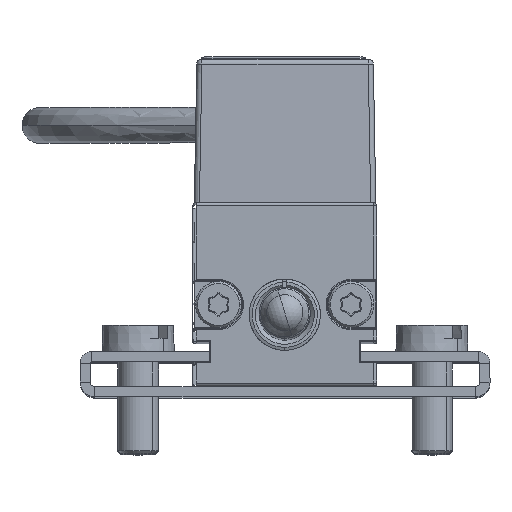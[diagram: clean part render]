
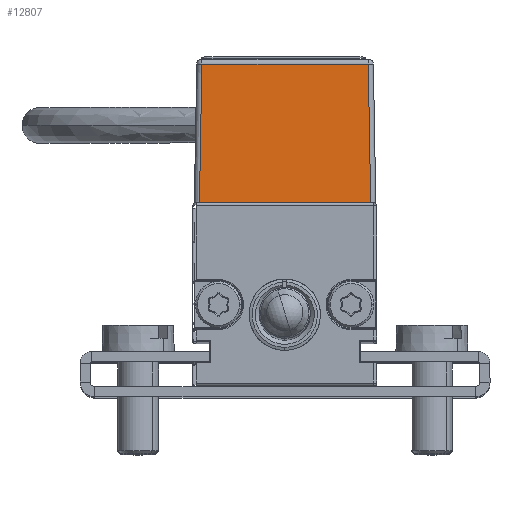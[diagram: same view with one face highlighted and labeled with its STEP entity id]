
A CAD part, top view. The second image highlights one B-rep face of the part: STEP entity #12807.
In plain terms, the highlighted planar face has unit normal (0, 0.018, 1).
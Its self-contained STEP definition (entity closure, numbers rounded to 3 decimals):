
#21 = EDGE_CURVE ( 'NONE', #21740, #11356, #3850, .T. ) ;
#483 = VECTOR ( 'NONE', #5776, 1000. ) ;
#542 = CARTESIAN_POINT ( 'NONE',  ( -8.129, 31.583, 129.171 ) ) ;
#1880 = CARTESIAN_POINT ( 'NONE',  ( -8.366, 18., 129.409 ) ) ;
#2441 = EDGE_CURVE ( 'NONE', #14465, #21740, #5454, .T. ) ;
#3068 = FACE_OUTER_BOUND ( 'NONE', #19019, .T. ) ;
#3850 = LINE ( 'NONE', #15725, #8819 ) ;
#4049 = DIRECTION ( 'NONE',  ( -0.017, -1., 0.017 ) ) ;
#4328 = EDGE_CURVE ( 'NONE', #17960, #14465, #10973, .T. ) ;
#5454 = LINE ( 'NONE', #18912, #483 ) ;
#5776 = DIRECTION ( 'NONE',  ( -0.017, 1., -0.017 ) ) ;
#6024 = VECTOR ( 'NONE', #16956, 1000. ) ;
#6374 = VECTOR ( 'NONE', #4049, 1000. ) ;
#6865 = CARTESIAN_POINT ( 'NONE',  ( 8.426, 18., 129.409 ) ) ;
#8819 = VECTOR ( 'NONE', #16141, 1000. ) ;
#10338 = DIRECTION ( 'NONE',  ( 0., 0.017, 1. ) ) ;
#10967 = ORIENTED_EDGE ( 'NONE', *, *, #11269, .T. ) ;
#10973 = LINE ( 'NONE', #22534, #6024 ) ;
#11269 = EDGE_CURVE ( 'NONE', #11356, #17960, #16362, .T. ) ;
#11356 = VERTEX_POINT ( 'NONE', #542 ) ;
#12807 = ADVANCED_FACE ( 'NONE', ( #3068 ), #17780, .T. ) ;
#14465 = VERTEX_POINT ( 'NONE', #6865 ) ;
#14559 = AXIS2_PLACEMENT_3D ( 'NONE', #21571, #10338, #23427 ) ;
#15725 = CARTESIAN_POINT ( 'NONE',  ( -8.868, 31.583, 129.171 ) ) ;
#16141 = DIRECTION ( 'NONE',  ( -1., 0., 0. ) ) ;
#16362 = LINE ( 'NONE', #22618, #6374 ) ;
#16956 = DIRECTION ( 'NONE',  ( 1., 0., 0. ) ) ;
#17569 = ORIENTED_EDGE ( 'NONE', *, *, #2441, .T. ) ;
#17780 = PLANE ( 'NONE',  #14559 ) ;
#17960 = VERTEX_POINT ( 'NONE', #1880 ) ;
#18912 = CARTESIAN_POINT ( 'NONE',  ( 8.421, 18.302, 129.403 ) ) ;
#19019 = EDGE_LOOP ( 'NONE', ( #17569, #20307, #10967, #23137 ) ) ;
#20307 = ORIENTED_EDGE ( 'NONE', *, *, #21, .T. ) ;
#20838 = CARTESIAN_POINT ( 'NONE',  ( 8.189, 31.583, 129.171 ) ) ;
#21571 = CARTESIAN_POINT ( 'NONE',  ( -8.868, 18., 129.409 ) ) ;
#21740 = VERTEX_POINT ( 'NONE', #20838 ) ;
#22534 = CARTESIAN_POINT ( 'NONE',  ( -8.868, 18., 129.409 ) ) ;
#22618 = CARTESIAN_POINT ( 'NONE',  ( -8.366, 17.991, 129.409 ) ) ;
#23137 = ORIENTED_EDGE ( 'NONE', *, *, #4328, .T. ) ;
#23427 = DIRECTION ( 'NONE',  ( 0., -1., 0.017 ) ) ;
